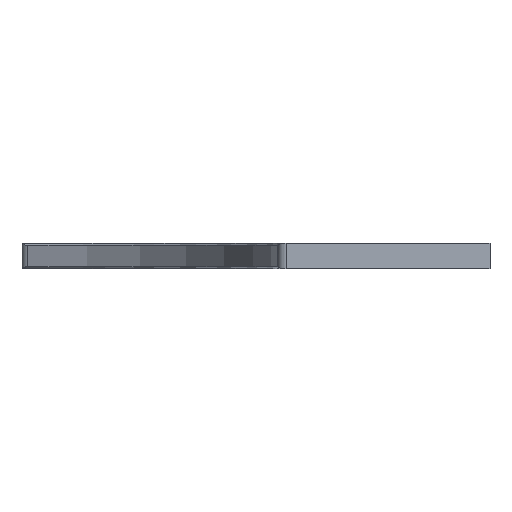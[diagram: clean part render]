
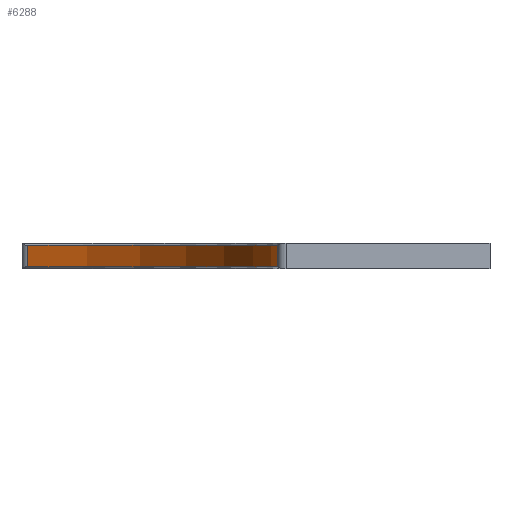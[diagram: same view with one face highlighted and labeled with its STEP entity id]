
A CAD part, front view. The second image highlights one B-rep face of the part: STEP entity #6288.
In plain terms, the highlighted cylindrical face has radius 139.827 mm (diameter 279.654 mm), a partial arc.
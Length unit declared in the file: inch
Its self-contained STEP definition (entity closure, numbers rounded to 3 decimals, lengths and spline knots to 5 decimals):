
#165 = CYLINDRICAL_SURFACE ( 'NONE', #3287, 5.505 ) ;
#196 = DIRECTION ( 'NONE',  ( 0., 0., 1. ) ) ;
#359 = CARTESIAN_POINT ( 'NONE',  ( 1.81696, 5.19651, -0.3425 ) ) ;
#426 = AXIS2_PLACEMENT_3D ( 'NONE', #775, #196, #2288 ) ;
#451 = LINE ( 'NONE', #2417, #964 ) ;
#500 = ORIENTED_EDGE ( 'NONE', *, *, #1148, .T. ) ;
#754 = CARTESIAN_POINT ( 'NONE',  ( 5.50364, 0.12222, -0.3735 ) ) ;
#775 = CARTESIAN_POINT ( 'NONE',  ( 0., 0., -0.031 ) ) ;
#964 = VECTOR ( 'NONE', #2988, 39.37008 ) ;
#1148 = EDGE_CURVE ( 'NONE', #4593, #2906, #4420, .T. ) ;
#1236 = DIRECTION ( 'NONE',  ( 1., 0., 0. ) ) ;
#1626 = VECTOR ( 'NONE', #6023, 39.37008 ) ;
#1865 = AXIS2_PLACEMENT_3D ( 'NONE', #1880, #5834, #1236 ) ;
#1880 = CARTESIAN_POINT ( 'NONE',  ( 0., 0., -0.3425 ) ) ;
#2217 = ORIENTED_EDGE ( 'NONE', *, *, #3658, .T. ) ;
#2288 = DIRECTION ( 'NONE',  ( 1., 0., 0. ) ) ;
#2417 = CARTESIAN_POINT ( 'NONE',  ( 1.81696, 5.19651, -0.3735 ) ) ;
#2792 = EDGE_LOOP ( 'NONE', ( #500, #2808, #6378, #2217 ) ) ;
#2808 = ORIENTED_EDGE ( 'NONE', *, *, #5544, .T. ) ;
#2820 = CARTESIAN_POINT ( 'NONE',  ( 0., 0., -0.3735 ) ) ;
#2889 = DIRECTION ( 'NONE',  ( 0., 0., 1. ) ) ;
#2906 = VERTEX_POINT ( 'NONE', #6233 ) ;
#2988 = DIRECTION ( 'NONE',  ( 0., 0., -1. ) ) ;
#3287 = AXIS2_PLACEMENT_3D ( 'NONE', #2820, #2889, #3363 ) ;
#3363 = DIRECTION ( 'NONE',  ( 1., 0., 0. ) ) ;
#3404 = EDGE_CURVE ( 'NONE', #5390, #5383, #3907, .T. ) ;
#3484 = LINE ( 'NONE', #754, #1626 ) ;
#3658 = EDGE_CURVE ( 'NONE', #5383, #4593, #451, .T. ) ;
#3865 = FACE_OUTER_BOUND ( 'NONE', #2792, .T. ) ;
#3907 = CIRCLE ( 'NONE', #426, 5.505 ) ;
#3973 = CARTESIAN_POINT ( 'NONE',  ( 5.50364, 0.12222, -0.031 ) ) ;
#4420 = CIRCLE ( 'NONE', #1865, 5.505 ) ;
#4593 = VERTEX_POINT ( 'NONE', #359 ) ;
#5148 = CARTESIAN_POINT ( 'NONE',  ( 1.81696, 5.19651, -0.031 ) ) ;
#5383 = VERTEX_POINT ( 'NONE', #5148 ) ;
#5390 = VERTEX_POINT ( 'NONE', #3973 ) ;
#5544 = EDGE_CURVE ( 'NONE', #2906, #5390, #3484, .T. ) ;
#5834 = DIRECTION ( 'NONE',  ( 0., 0., -1. ) ) ;
#6023 = DIRECTION ( 'NONE',  ( 0., 0., 1. ) ) ;
#6233 = CARTESIAN_POINT ( 'NONE',  ( 5.50364, 0.12222, -0.3425 ) ) ;
#6288 = ADVANCED_FACE ( 'NONE', ( #3865 ), #165, .F. ) ;
#6378 = ORIENTED_EDGE ( 'NONE', *, *, #3404, .T. ) ;
